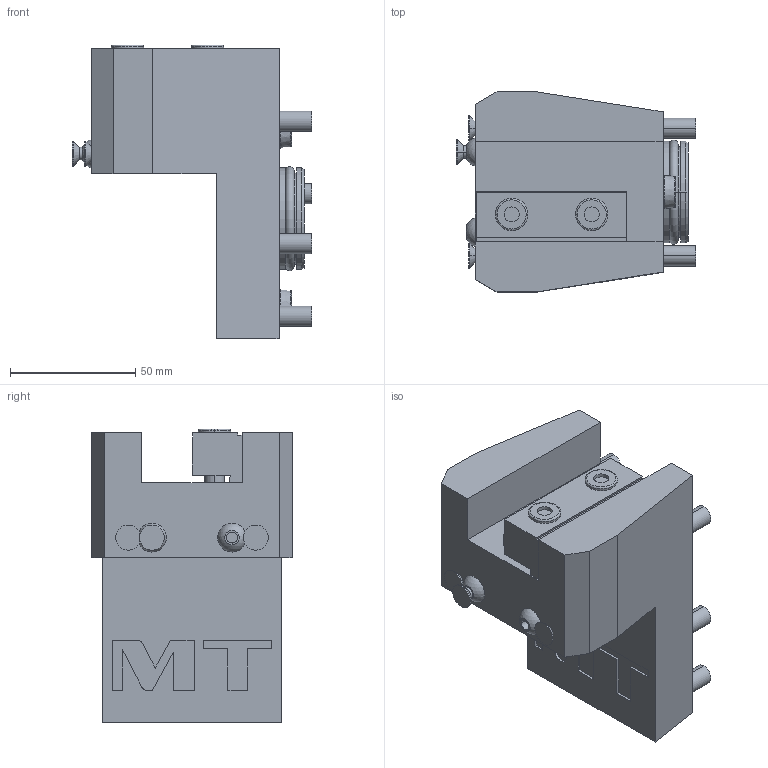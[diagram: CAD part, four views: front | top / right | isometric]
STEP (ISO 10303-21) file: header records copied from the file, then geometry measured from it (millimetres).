
FILE_DESCRIPTION((''),'2;1');
FILE_NAME('MNZ0762000_CONF','2023-02-23T14:49:35',('sterribile'),('M.T. srl'),'CREO PARAMETRIC BY PTC INC, 2021072','CREO PARAMETRIC BY PTC INC, 2021072','');
FILE_SCHEMA(('CONFIG_CONTROL_DESIGN'));
Length unit declared in the file: millimetre
Products named in the file (1): MNZ0762000_CONF
Bounding box: 95.55 x 80 x 117.35 mm (x, y, z)
Volume: 369521.6 mm3; surface area: 47369.5 mm2
Topology: 1 solids, 1 shells, 142 faces, 327 edges, 212 vertices
Faces by surface type: plane 70, cylinder 46, cone 12, torus 10, extrusion 2, sphere 2
Entity records: 4085 total; most frequent: DIRECTION 733, CARTESIAN_POINT 693, ORIENTED_EDGE 654, EDGE_CURVE 327, AXIS2_PLACEMENT_3D 268, VERTEX_POINT 212, VECTOR 197, LINE 195
